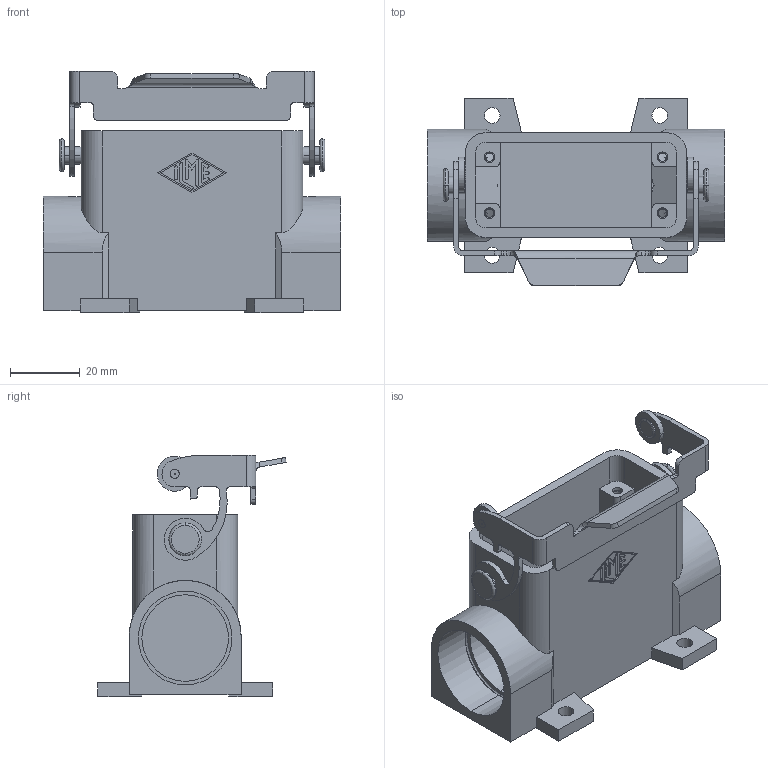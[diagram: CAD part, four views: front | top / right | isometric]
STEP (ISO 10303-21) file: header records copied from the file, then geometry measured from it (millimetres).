
FILE_DESCRIPTION((''),'2;1');
FILE_NAME('CZP 15 L21.stp','2006-12-13T13:09:10',('gembarski'),(''),'Autodesk Inventor 7','Autodesk Inventor 7','');
FILE_SCHEMA(('AUTOMOTIVE_DESIGN { 1 0 10303 214 1 1 1 1 }'));
Length unit declared in the file: millimetre
Products named in the file (1): CZ_MZ Gehäuse 1 Bügel
Bounding box: 85 x 53.9 x 69 mm (x, y, z)
Volume: 45361.7 mm3; surface area: 32187.6 mm2
Topology: 3 solids, 3 shells, 321 faces, 844 edges, 556 vertices
Faces by surface type: plane 116, bspline 115, cylinder 78, torus 8, cone 4
Entity records: 11775 total; most frequent: CARTESIAN_POINT 3955, ORIENTED_EDGE 1680, DIRECTION 1540, EDGE_CURVE 840, VERTEX_POINT 556, AXIS2_PLACEMENT_3D 519, VECTOR 502, LINE 502
